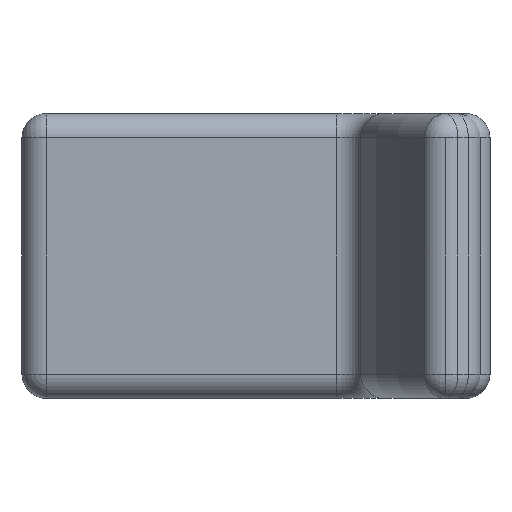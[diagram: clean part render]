
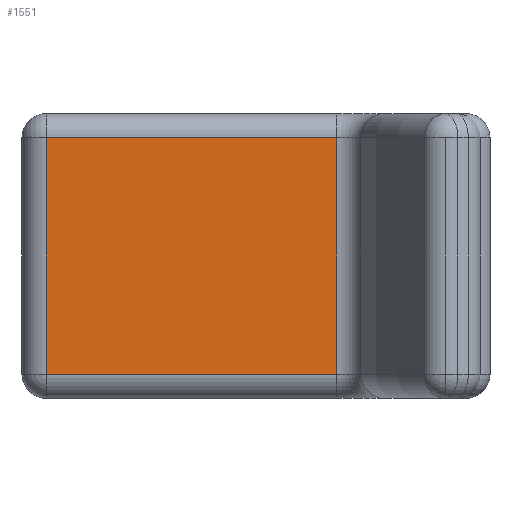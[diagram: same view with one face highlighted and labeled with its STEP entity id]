
A CAD part, left-side view. The second image highlights one B-rep face of the part: STEP entity #1551.
In plain terms, the highlighted planar face has unit normal (-1, 0, 0).
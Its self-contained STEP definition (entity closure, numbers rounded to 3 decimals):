
#71 = CARTESIAN_POINT ( 'NONE',  ( -2.5, 3.763, 3.5 ) ) ;
#91 = ORIENTED_EDGE ( 'NONE', *, *, #668, .T. ) ;
#192 = ORIENTED_EDGE ( 'NONE', *, *, #629, .T. ) ;
#514 = VERTEX_POINT ( 'NONE', #1612 ) ;
#534 = LINE ( 'NONE', #1264, #1982 ) ;
#625 = VECTOR ( 'NONE', #1247, 1000. ) ;
#629 = EDGE_CURVE ( 'NONE', #1132, #514, #1812, .T. ) ;
#637 = DIRECTION ( 'NONE',  ( 0., 1., 0. ) ) ;
#668 = EDGE_CURVE ( 'NONE', #514, #858, #980, .T. ) ;
#718 = DIRECTION ( 'NONE',  ( 0., 0., -1. ) ) ;
#858 = VERTEX_POINT ( 'NONE', #1511 ) ;
#970 = EDGE_CURVE ( 'NONE', #858, #1756, #534, .T. ) ;
#980 = LINE ( 'NONE', #1836, #986 ) ;
#986 = VECTOR ( 'NONE', #637, 1000. ) ;
#997 = DIRECTION ( 'NONE',  ( 1., 0., 0. ) ) ;
#1024 = PLANE ( 'NONE',  #1450 ) ;
#1132 = VERTEX_POINT ( 'NONE', #2214 ) ;
#1207 = ORIENTED_EDGE ( 'NONE', *, *, #1760, .T. ) ;
#1221 = CARTESIAN_POINT ( 'NONE',  ( -2.5, 10.898, -2.9 ) ) ;
#1247 = DIRECTION ( 'NONE',  ( 0., 0., 1. ) ) ;
#1264 = CARTESIAN_POINT ( 'NONE',  ( -2.5, 10.898, 3.5 ) ) ;
#1365 = FACE_OUTER_BOUND ( 'NONE', #2203, .T. ) ;
#1450 = AXIS2_PLACEMENT_3D ( 'NONE', #1704, #997, #2048 ) ;
#1511 = CARTESIAN_POINT ( 'NONE',  ( -2.5, 10.898, 2.9 ) ) ;
#1551 = ADVANCED_FACE ( 'NONE', ( #1365 ), #1024, .F. ) ;
#1557 = VECTOR ( 'NONE', #1609, 1000. ) ;
#1609 = DIRECTION ( 'NONE',  ( 0., -1., 0. ) ) ;
#1612 = CARTESIAN_POINT ( 'NONE',  ( -2.5, 3.763, 2.9 ) ) ;
#1704 = CARTESIAN_POINT ( 'NONE',  ( -2.5, 0., 3.5 ) ) ;
#1756 = VERTEX_POINT ( 'NONE', #1221 ) ;
#1760 = EDGE_CURVE ( 'NONE', #1756, #1132, #2123, .T. ) ;
#1812 = LINE ( 'NONE', #71, #625 ) ;
#1836 = CARTESIAN_POINT ( 'NONE',  ( -2.5, 11.498, 2.9 ) ) ;
#1924 = CARTESIAN_POINT ( 'NONE',  ( -2.5, 0., -2.9 ) ) ;
#1982 = VECTOR ( 'NONE', #718, 1000. ) ;
#1994 = ORIENTED_EDGE ( 'NONE', *, *, #970, .T. ) ;
#2048 = DIRECTION ( 'NONE',  ( 0., 1., 0. ) ) ;
#2123 = LINE ( 'NONE', #1924, #1557 ) ;
#2203 = EDGE_LOOP ( 'NONE', ( #91, #1994, #1207, #192 ) ) ;
#2214 = CARTESIAN_POINT ( 'NONE',  ( -2.5, 3.763, -2.9 ) ) ;
